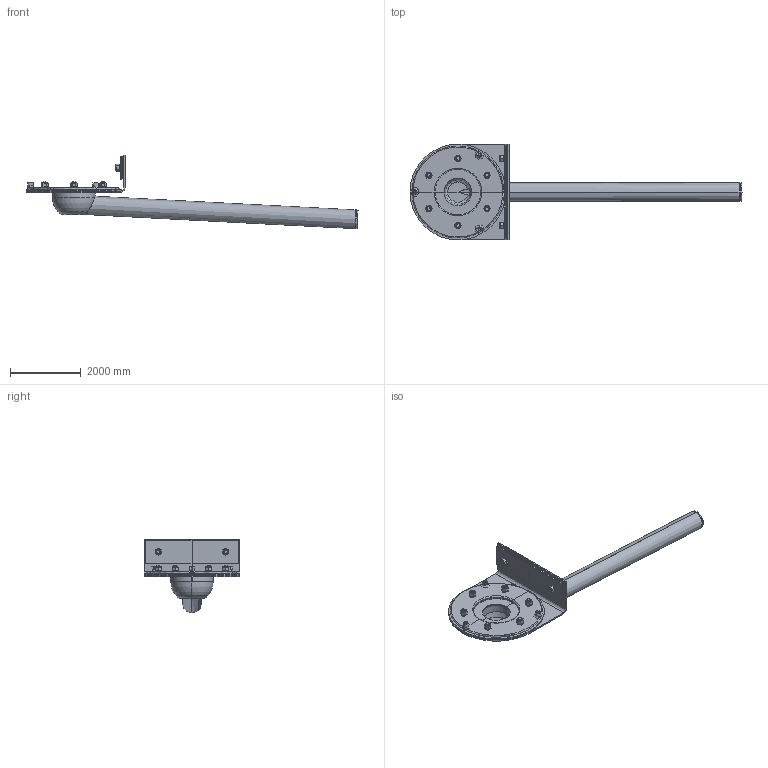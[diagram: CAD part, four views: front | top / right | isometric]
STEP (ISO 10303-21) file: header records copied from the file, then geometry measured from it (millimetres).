
FILE_DESCRIPTION(/* description */ (''),/* implementation_level */ '2;1');
FILE_NAME(/* name */ '15720.050X_3D.stp',/* time_stamp */ '2024-12-12T06:55:17+01:00',/* author */ ('CAD'),/* organization */ (''),/* preprocessor_version */ 'ST-DEVELOPER v20',/* originating_system */ 'AutoCAD Mechanical',/* authorisation */ '');
FILE_SCHEMA (('AUTOMOTIVE_DESIGN { 1 0 10303 214 3 1 1 }'));
Length unit declared in the file: centimetre
Products named in the file (8): Product; *S1; *S0; *S2; *S4; *S3; *S6; *S5
Assembly tree (7 placements, depth 3):
  Product
    *S1
      *S0
    *S2
    *S4
      *S3
    *S6
      *S5
Bounding box: 9362.66 x 2700 x 2068.96 mm (x, y, z)
Volume: 1580207626.7 mm3; surface area: 115254573.9 mm2
Topology: 46 solids, 46 shells, 742 faces, 3060 edges, 3830 vertices
Faces by surface type: cone 312, plane 232, cylinder 132, torus 42, bspline 17, sphere 7
Full cylindrical faces by diameter (mm): 70 x14, 80 x21, 100 x8, 120 x9, 130 x9, 160 x24, 200 x9, 510 x1, 530 x2, 785 x1, 808 x1, 832 x1, 1170 x1, 1200 x1, 1300 x1, 2700 x1
Entity records: 39092 total; most frequent: CARTESIAN_POINT 15024, DIRECTION 5387, ORIENTED_EDGE 3164, AXIS2_PLACEMENT_3D 1936, EDGE_CURVE 1582, STYLED_ITEM 1516, LINE 1515, VECTOR 1515
